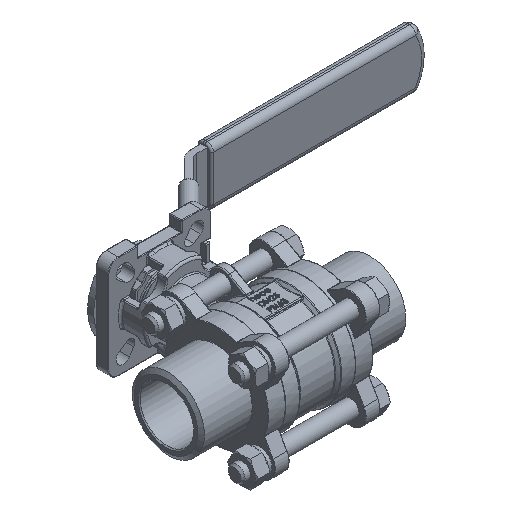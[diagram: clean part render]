
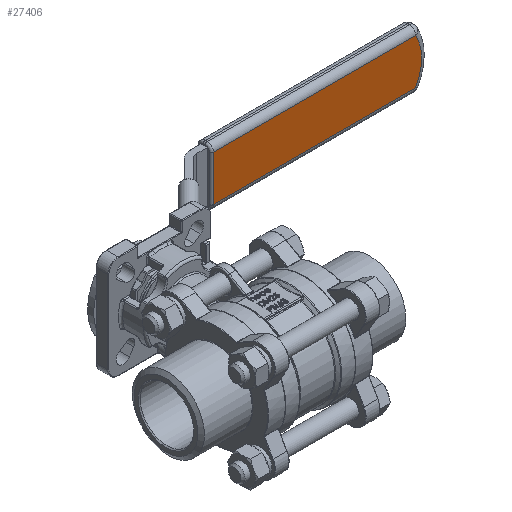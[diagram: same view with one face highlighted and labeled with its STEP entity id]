
A CAD part, isometric view. The second image highlights one B-rep face of the part: STEP entity #27406.
In plain terms, the highlighted planar face has unit normal (0, -1, 0).
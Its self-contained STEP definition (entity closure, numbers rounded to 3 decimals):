
#277 = DIRECTION ( 'NONE',  ( 0., 0., 1. ) ) ;
#486 = LINE ( 'NONE', #25381, #52467 ) ;
#562 = DIRECTION ( 'NONE',  ( 1., 0., 0. ) ) ;
#586 = DIRECTION ( 'NONE',  ( -1., 0., 0. ) ) ;
#1416 = EDGE_CURVE ( 'NONE', #56641, #58784, #44676, .T. ) ;
#4586 = PLANE ( 'NONE',  #42391 ) ;
#6597 = CIRCLE ( 'NONE', #23951, 22. ) ;
#7557 = ORIENTED_EDGE ( 'NONE', *, *, #1416, .T. ) ;
#7944 = VERTEX_POINT ( 'NONE', #14619 ) ;
#10907 = EDGE_CURVE ( 'NONE', #7944, #56641, #6597, .T. ) ;
#14149 = FACE_OUTER_BOUND ( 'NONE', #29485, .T. ) ;
#14619 = CARTESIAN_POINT ( 'NONE',  ( 159.052, 88., -11. ) ) ;
#18086 = VERTEX_POINT ( 'NONE', #20195 ) ;
#19240 = DIRECTION ( 'NONE',  ( 0., 1., 0. ) ) ;
#19993 = DIRECTION ( 'NONE',  ( 0., 0., -1. ) ) ;
#20195 = CARTESIAN_POINT ( 'NONE',  ( 60.985, 88., -11. ) ) ;
#23951 = AXIS2_PLACEMENT_3D ( 'NONE', #39274, #44053, #277 ) ;
#25059 = ORIENTED_EDGE ( 'NONE', *, *, #62539, .T. ) ;
#25381 = CARTESIAN_POINT ( 'NONE',  ( 60.985, 88., 14. ) ) ;
#25454 = LINE ( 'NONE', #26079, #63219 ) ;
#26036 = CARTESIAN_POINT ( 'NONE',  ( 159.052, 88., 11. ) ) ;
#26079 = CARTESIAN_POINT ( 'NONE',  ( 160.711, 88., -11. ) ) ;
#27406 = ADVANCED_FACE ( 'NONE', ( #14149 ), #4586, .F. ) ;
#29485 = EDGE_LOOP ( 'NONE', ( #25059, #41866, #41695, #7557 ) ) ;
#39274 = CARTESIAN_POINT ( 'NONE',  ( 139.999, 88., 0. ) ) ;
#41695 = ORIENTED_EDGE ( 'NONE', *, *, #10907, .T. ) ;
#41866 = ORIENTED_EDGE ( 'NONE', *, *, #50333, .T. ) ;
#42391 = AXIS2_PLACEMENT_3D ( 'NONE', #43519, #19240, #52757 ) ;
#43519 = CARTESIAN_POINT ( 'NONE',  ( 165., 88., 14. ) ) ;
#44053 = DIRECTION ( 'NONE',  ( 0., -1., 0. ) ) ;
#44676 = LINE ( 'NONE', #58723, #59089 ) ;
#50333 = EDGE_CURVE ( 'NONE', #18086, #7944, #25454, .T. ) ;
#52467 = VECTOR ( 'NONE', #19993, 1000. ) ;
#52757 = DIRECTION ( 'NONE',  ( 0., 0., 1. ) ) ;
#56641 = VERTEX_POINT ( 'NONE', #26036 ) ;
#58723 = CARTESIAN_POINT ( 'NONE',  ( 165., 88., 11. ) ) ;
#58784 = VERTEX_POINT ( 'NONE', #60096 ) ;
#59089 = VECTOR ( 'NONE', #586, 1000. ) ;
#60096 = CARTESIAN_POINT ( 'NONE',  ( 60.985, 88., 11. ) ) ;
#62539 = EDGE_CURVE ( 'NONE', #58784, #18086, #486, .T. ) ;
#63219 = VECTOR ( 'NONE', #562, 1000. ) ;
